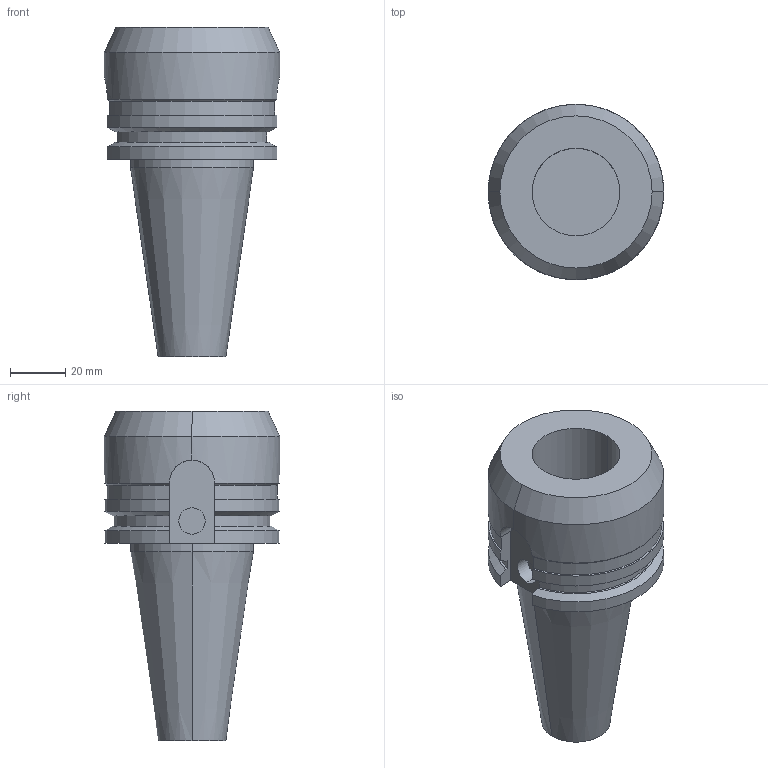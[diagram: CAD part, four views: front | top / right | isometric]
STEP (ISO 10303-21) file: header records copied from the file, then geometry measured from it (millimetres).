
FILE_DESCRIPTION (( 'STEP AP203' ), '1' );
FILE_NAME ('STP-22927A-2.STEP', '2017-01-18T08:50:57', ( '' ), ( '' ), 'SwSTEP 2.0', 'SolidWorks 2015', '' );
FILE_SCHEMA (( 'CONFIG_CONTROL_DESIGN' ));
Length unit declared in the file: millimetre
Products named in the file (1): STP-22927A-2
Bounding box: 63.5 x 63.5 x 119.05 mm (x, y, z)
Volume: 155608.4 mm3; surface area: 30887.2 mm2
Topology: 1 solids, 1 shells, 56 faces, 140 edges, 90 vertices
Faces by surface type: cylinder 25, plane 19, cone 12
Entity records: 1842 total; most frequent: CARTESIAN_POINT 413, DIRECTION 291, ORIENTED_EDGE 276, EDGE_CURVE 138, AXIS2_PLACEMENT_3D 112, VERTEX_POINT 90, VECTOR 67, LINE 67
